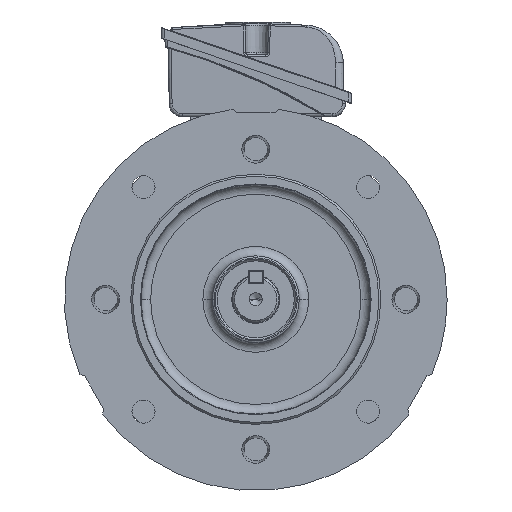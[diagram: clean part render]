
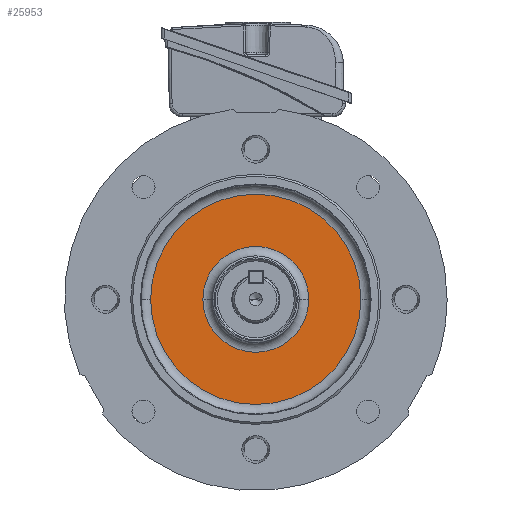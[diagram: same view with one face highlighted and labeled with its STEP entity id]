
A CAD part, top view. The second image highlights one B-rep face of the part: STEP entity #25953.
In plain terms, the highlighted planar face has unit normal (0, 0, 1).
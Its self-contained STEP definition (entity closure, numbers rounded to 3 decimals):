
#585 = ORIENTED_EDGE ( 'NONE', *, *, #41066, .T. ) ;
#1434 = VERTEX_POINT ( 'NONE', #37284 ) ;
#1878 = CARTESIAN_POINT ( 'NONE',  ( 0., 0., 0. ) ) ;
#2995 = CARTESIAN_POINT ( 'NONE',  ( 0., 0., 0. ) ) ;
#5699 = AXIS2_PLACEMENT_3D ( 'NONE', #50620, #42299, #31851 ) ;
#6280 = CIRCLE ( 'NONE', #41779, 27.507 ) ;
#13056 = AXIS2_PLACEMENT_3D ( 'NONE', #1878, #20930, #54634 ) ;
#13145 = FACE_OUTER_BOUND ( 'NONE', #17508, .T. ) ;
#13784 = CIRCLE ( 'NONE', #5699, 54.647 ) ;
#13949 = ORIENTED_EDGE ( 'NONE', *, *, #44303, .F. ) ;
#16319 = EDGE_CURVE ( 'NONE', #1434, #25922, #6280, .T. ) ;
#17508 = EDGE_LOOP ( 'NONE', ( #46448, #585 ) ) ;
#17752 = CARTESIAN_POINT ( 'NONE',  ( -54.647, 0., 0. ) ) ;
#18844 = FACE_BOUND ( 'NONE', #45664, .T. ) ;
#20930 = DIRECTION ( 'NONE',  ( 0., 0., 1. ) ) ;
#22661 = DIRECTION ( 'NONE',  ( 0., 0., -1. ) ) ;
#22662 = DIRECTION ( 'NONE',  ( 0., 0., 1. ) ) ;
#22985 = PLANE ( 'NONE',  #43335 ) ;
#23740 = ORIENTED_EDGE ( 'NONE', *, *, #16319, .F. ) ;
#25922 = VERTEX_POINT ( 'NONE', #33480 ) ;
#25953 = ADVANCED_FACE ( 'NONE', ( #18844, #13145 ), #22985, .F. ) ;
#26661 = VERTEX_POINT ( 'NONE', #17752 ) ;
#29284 = CARTESIAN_POINT ( 'NONE',  ( 54.647, 0., 0. ) ) ;
#31851 = DIRECTION ( 'NONE',  ( 1., 0., 0. ) ) ;
#31910 = DIRECTION ( 'NONE',  ( 1., 0., 0. ) ) ;
#32533 = CARTESIAN_POINT ( 'NONE',  ( 0., 27.507, 0. ) ) ;
#33163 = DIRECTION ( 'NONE',  ( -1., 0., 0. ) ) ;
#33480 = CARTESIAN_POINT ( 'NONE',  ( -27.507, 0., 0. ) ) ;
#34389 = CIRCLE ( 'NONE', #13056, 54.647 ) ;
#37284 = CARTESIAN_POINT ( 'NONE',  ( 27.507, 0., 0. ) ) ;
#39380 = CIRCLE ( 'NONE', #47493, 27.507 ) ;
#41066 = EDGE_CURVE ( 'NONE', #26661, #51347, #13784, .T. ) ;
#41779 = AXIS2_PLACEMENT_3D ( 'NONE', #2995, #22662, #31910 ) ;
#42299 = DIRECTION ( 'NONE',  ( 0., 0., 1. ) ) ;
#43335 = AXIS2_PLACEMENT_3D ( 'NONE', #32533, #22661, #33163 ) ;
#44303 = EDGE_CURVE ( 'NONE', #25922, #1434, #39380, .T. ) ;
#45289 = EDGE_CURVE ( 'NONE', #51347, #26661, #34389, .T. ) ;
#45664 = EDGE_LOOP ( 'NONE', ( #23740, #13949 ) ) ;
#46448 = ORIENTED_EDGE ( 'NONE', *, *, #45289, .T. ) ;
#47137 = DIRECTION ( 'NONE',  ( 0., 0., 1. ) ) ;
#47493 = AXIS2_PLACEMENT_3D ( 'NONE', #55207, #47137, #55519 ) ;
#50620 = CARTESIAN_POINT ( 'NONE',  ( 0., 0., 0. ) ) ;
#51347 = VERTEX_POINT ( 'NONE', #29284 ) ;
#54634 = DIRECTION ( 'NONE',  ( 1., 0., 0. ) ) ;
#55207 = CARTESIAN_POINT ( 'NONE',  ( 0., 0., 0. ) ) ;
#55519 = DIRECTION ( 'NONE',  ( 1., 0., 0. ) ) ;
